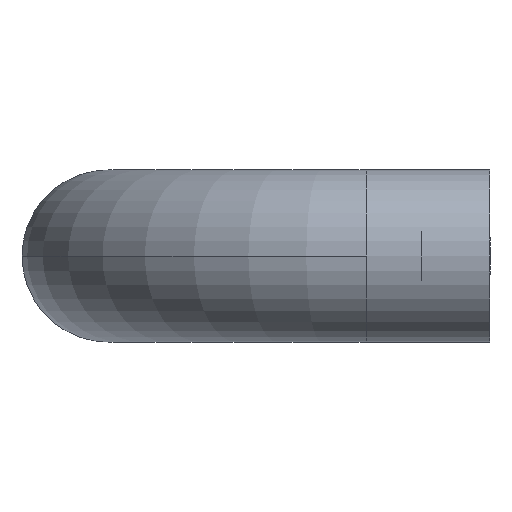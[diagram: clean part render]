
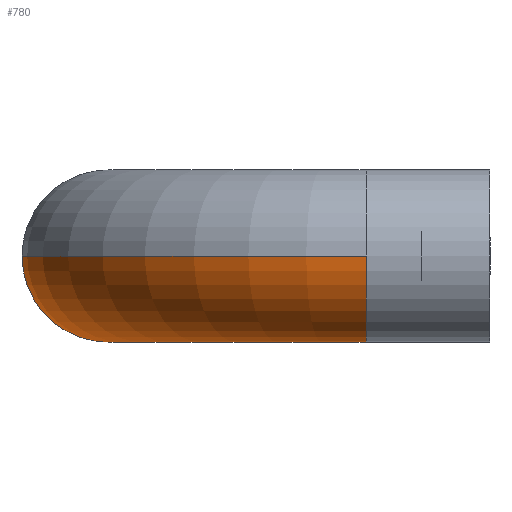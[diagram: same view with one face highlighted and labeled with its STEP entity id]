
A CAD part, left-side view. The second image highlights one B-rep face of the part: STEP entity #780.
In plain terms, the highlighted toroidal (fillet/blend) face has major radius 37.5 mm and minor radius 12.5 mm.
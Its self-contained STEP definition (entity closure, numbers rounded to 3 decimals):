
#18 = CARTESIAN_POINT ( 'NONE',  ( -212.5, 43., 0. ) ) ;
#23 = CARTESIAN_POINT ( 'NONE',  ( -237.5, 18., 0. ) ) ;
#45 = CARTESIAN_POINT ( 'NONE',  ( -262.5, 18., 0. ) ) ;
#116 = DIRECTION ( 'NONE',  ( 0., 0., 1. ) ) ;
#117 = DIRECTION ( 'NONE',  ( 1., 0., 0. ) ) ;
#118 = CARTESIAN_POINT ( 'NONE',  ( -212.5, 55.5, 0. ) ) ;
#128 = DIRECTION ( 'NONE',  ( -1., 0., 0. ) ) ;
#129 = DIRECTION ( 'NONE',  ( 0., 0., -1. ) ) ;
#130 = CARTESIAN_POINT ( 'NONE',  ( -212.5, 18., 0. ) ) ;
#170 = DIRECTION ( 'NONE',  ( 0., 0., 1. ) ) ;
#171 = DIRECTION ( 'NONE',  ( 0., 1., 0. ) ) ;
#172 = CARTESIAN_POINT ( 'NONE',  ( -250., 18., 0. ) ) ;
#215 = DIRECTION ( 'NONE',  ( -1., 0., 0. ) ) ;
#216 = DIRECTION ( 'NONE',  ( 0., 0., -1. ) ) ;
#217 = CARTESIAN_POINT ( 'NONE',  ( -212.5, 18., 0. ) ) ;
#369 = DIRECTION ( 'NONE',  ( 0., 0., 1. ) ) ;
#370 = DIRECTION ( 'NONE',  ( 0., 1., 0. ) ) ;
#371 = CARTESIAN_POINT ( 'NONE',  ( -250., 18., 0. ) ) ;
#376 = DIRECTION ( 'NONE',  ( -1., 0., 0. ) ) ;
#378 = DIRECTION ( 'NONE',  ( 0., 0., -1. ) ) ;
#382 = CARTESIAN_POINT ( 'NONE',  ( -212.5, 18., 0. ) ) ;
#423 = CIRCLE ( 'NONE', #600, 12.5 ) ;
#427 = CIRCLE ( 'NONE', #611, 25. ) ;
#439 = CIRCLE ( 'NONE', #638, 12.5 ) ;
#446 = TOROIDAL_SURFACE ( 'NONE', #654, 37.5, 12.5 ) ;
#486 = AXIS2_PLACEMENT_3D ( 'NONE', #382, #378, #376 ) ;
#497 = AXIS2_PLACEMENT_3D ( 'NONE', #371, #370, #369 ) ;
#600 = AXIS2_PLACEMENT_3D ( 'NONE', #118, #117, #116 ) ;
#611 = AXIS2_PLACEMENT_3D ( 'NONE', #130, #129, #128 ) ;
#623 = FACE_OUTER_BOUND ( 'NONE', #1062, .T. ) ;
#638 = AXIS2_PLACEMENT_3D ( 'NONE', #172, #171, #170 ) ;
#654 = AXIS2_PLACEMENT_3D ( 'NONE', #217, #216, #215 ) ;
#688 = CIRCLE ( 'NONE', #497, 12.5 ) ;
#689 = CIRCLE ( 'NONE', #486, 50. ) ;
#739 = EDGE_CURVE ( 'NONE', #850, #862, #689, .T. ) ;
#740 = EDGE_CURVE ( 'NONE', #860, #850, #688, .T. ) ;
#780 = ADVANCED_FACE ( 'NONE', ( #623 ), #446, .T. ) ;
#795 = EDGE_CURVE ( 'NONE', #846, #860, #439, .T. ) ;
#809 = EDGE_CURVE ( 'NONE', #846, #942, #427, .T. ) ;
#813 = EDGE_CURVE ( 'NONE', #942, #862, #423, .T. ) ;
#846 = VERTEX_POINT ( 'NONE', #23 ) ;
#850 = VERTEX_POINT ( 'NONE', #45 ) ;
#860 = VERTEX_POINT ( 'NONE', #1213 ) ;
#862 = VERTEX_POINT ( 'NONE', #1217 ) ;
#942 = VERTEX_POINT ( 'NONE', #18 ) ;
#1062 = EDGE_LOOP ( 'NONE', ( #1124, #1122, #1123, #1121, #1156 ) ) ;
#1121 = ORIENTED_EDGE ( 'NONE', *, *, #809, .F. ) ;
#1122 = ORIENTED_EDGE ( 'NONE', *, *, #739, .T. ) ;
#1123 = ORIENTED_EDGE ( 'NONE', *, *, #813, .F. ) ;
#1124 = ORIENTED_EDGE ( 'NONE', *, *, #740, .T. ) ;
#1156 = ORIENTED_EDGE ( 'NONE', *, *, #795, .T. ) ;
#1213 = CARTESIAN_POINT ( 'NONE',  ( -250., 18., -12.5 ) ) ;
#1217 = CARTESIAN_POINT ( 'NONE',  ( -212.5, 68., 0. ) ) ;
